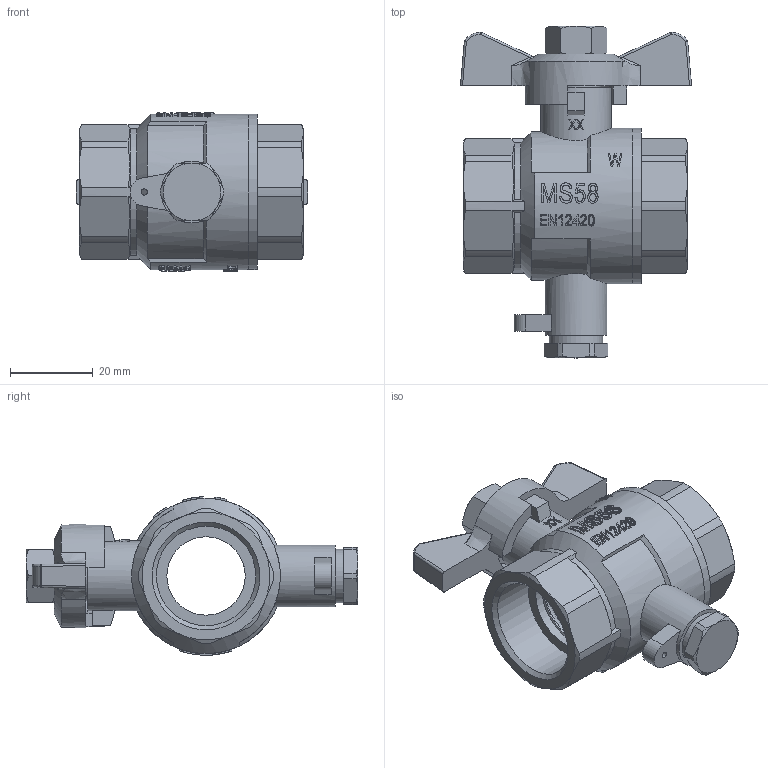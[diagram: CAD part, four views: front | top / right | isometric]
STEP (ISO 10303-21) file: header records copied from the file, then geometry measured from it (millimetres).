
FILE_DESCRIPTION(/* description */ ('Unknown'),/* implementation_level */ '2;1');
FILE_NAME(/* name */ '7126-05',/* time_stamp */ '2023-06-06T09:47:49+02:00',/* author */ ('Unknown'),/* organization */ ('Unknown'),/* preprocessor_version */ 'ST-DEVELOPER v18.102',/* originating_system */ 'Solid Edge',/* authorisation */ 'Unknown');
FILE_SCHEMA (('AUTOMOTIVE_DESIGN {1 0 10303 214 3 1 1}'));
Length unit declared in the file: millimetre
Products named in the file (14): 712-05; Spindel-co; Spindel; Spindeldichtung; Stopfbuchse; Flügelgriff 1_4 - 3_4; 600-1_2-Mutter; Kvrper-co; Kvrper; Schtaube; Kugeldichtung; Kugel; Einschraubteil; Dichtung
Assembly tree (14 placements, depth 3):
  712-05
    Spindel-co
      Spindel
      Spindeldichtung
      Stopfbuchse
      Flügelgriff 1_4 - 3_4
      600-1_2-Mutter
    Kvrper-co
      Kvrper
      Schtaube
      Kugeldichtung  x2
      Kugel
      Einschraubteil
      Dichtung
Bounding box: 56 x 80.4 x 38.39 mm (x, y, z)
Volume: 39944.2 mm3; surface area: 29465.6 mm2
Topology: 12 solids, 12 shells, 1193 faces, 3289 edges, 2174 vertices
Faces by surface type: plane 959, cylinder 140, cone 60, bspline 18, sphere 11, torus 5
Full cylindrical faces by diameter (mm): 1.5 x1, 5 x1, 5.9 x1, 6.7 x1, 6.75 x1, 8.92 x1, 9 x4, 9.1 x1, 10 x2, 10.5 x1, 11 x1, 12 x1, 12.4 x1, 12.5 x1, 13 x1, 14 x1, 15 x1, 16 x2, 17 x1, 18.5 x1, 19 x5, 24.117 x2, 27 x4, 31.5 x1, 33 x1, 33.5 x1, 37.6 x2
Entity records: 43464 total; most frequent: CARTESIAN_POINT 11861, DIRECTION 7157, ORIENTED_EDGE 6358, EDGE_CURVE 3179, AXIS2_PLACEMENT_3D 2954, VERTEX_POINT 2147, FACE_BOUND 1342, EDGE_LOOP 1341
